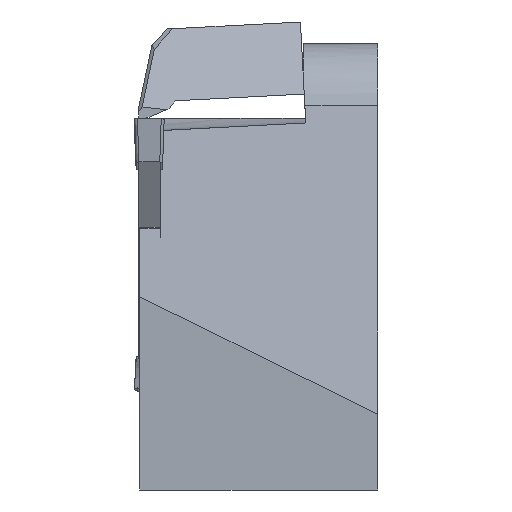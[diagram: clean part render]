
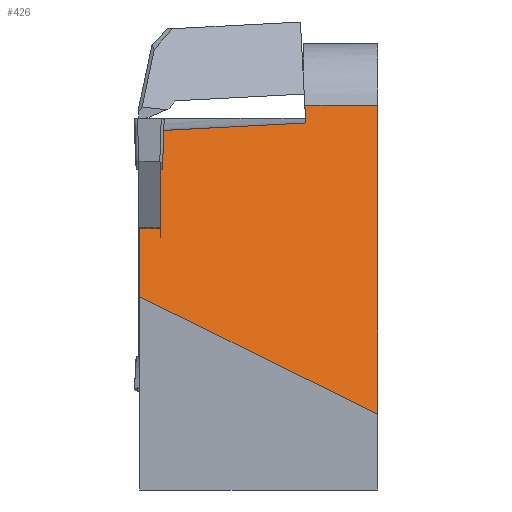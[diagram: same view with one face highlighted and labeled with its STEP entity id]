
A CAD part, left-side view. The second image highlights one B-rep face of the part: STEP entity #426.
In plain terms, the highlighted planar face has unit normal (-0.981, -0.086, 0.174).
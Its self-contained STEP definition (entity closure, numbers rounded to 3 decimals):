
#426=ADVANCED_FACE('',(#545),#494,.F.);
#494=PLANE('',#1726);
#545=FACE_OUTER_BOUND('',#614,.T.);
#614=EDGE_LOOP('',(#797,#798,#799,#800,#801,#802,#803,#804));
#692=ELLIPSE('',#1725,2.33,0.2);
#797=ORIENTED_EDGE('',*,*,#1281,.T.);
#798=ORIENTED_EDGE('',*,*,#1282,.T.);
#799=ORIENTED_EDGE('',*,*,#1241,.F.);
#800=ORIENTED_EDGE('',*,*,#1283,.T.);
#801=ORIENTED_EDGE('',*,*,#1243,.T.);
#802=ORIENTED_EDGE('',*,*,#1284,.F.);
#803=ORIENTED_EDGE('',*,*,#1268,.F.);
#804=ORIENTED_EDGE('',*,*,#1279,.F.);
#1113=VERTEX_POINT('',#2216);
#1114=VERTEX_POINT('',#2218);
#1115=VERTEX_POINT('',#2222);
#1116=VERTEX_POINT('',#2223);
#1136=VERTEX_POINT('',#2271);
#1137=VERTEX_POINT('',#2273);
#1139=VERTEX_POINT('',#2291);
#1140=VERTEX_POINT('',#2297);
#1241=EDGE_CURVE('',#1113,#1114,#1433,.T.);
#1243=EDGE_CURVE('',#1115,#1116,#1434,.T.);
#1268=EDGE_CURVE('',#1136,#1137,#1456,.T.);
#1279=EDGE_CURVE('',#1139,#1136,#1465,.T.);
#1281=EDGE_CURVE('',#1139,#1140,#1467,.T.);
#1282=EDGE_CURVE('',#1140,#1114,#692,.T.);
#1283=EDGE_CURVE('',#1113,#1115,#1468,.T.);
#1284=EDGE_CURVE('',#1137,#1116,#1469,.T.);
#1433=LINE('',#2217,#1573);
#1434=LINE('',#2221,#1574);
#1456=LINE('',#2272,#1596);
#1465=LINE('',#2292,#1605);
#1467=LINE('',#2296,#1607);
#1468=LINE('',#2299,#1608);
#1469=LINE('',#2300,#1609);
#1573=VECTOR('',#1834,1.);
#1574=VECTOR('',#1839,1.);
#1596=VECTOR('',#1875,1.);
#1605=VECTOR('',#1900,1.);
#1607=VECTOR('',#1906,1.);
#1608=VECTOR('',#1909,1.);
#1609=VECTOR('',#1910,1.);
#1725=AXIS2_PLACEMENT_3D('',#2298,#1907,#1908);
#1726=AXIS2_PLACEMENT_3D('',#2301,#1911,#1912);
#1834=DIRECTION('',(0.174,0.,0.985));
#1839=DIRECTION('',(0.174,0.,0.985));
#1875=DIRECTION('',(0.17,0.052,0.984));
#1900=DIRECTION('',(0.096,-0.994,0.052));
#1906=DIRECTION('',(-0.174,0.,-0.985));
#1907=DIRECTION('',(-0.981,-0.086,0.174));
#1908=DIRECTION('',(-0.085,0.996,0.015));
#1909=DIRECTION('',(0.,-0.896,-0.443));
#1910=DIRECTION('',(0.087,-0.996,0.));
#1911=DIRECTION('',(0.981,0.086,-0.174));
#1912=DIRECTION('',(-0.174,0.,-0.985));
#2216=CARTESIAN_POINT('',(2.,0.,-11.996));
#2217=CARTESIAN_POINT('',(3.998,0.,-0.708));
#2218=CARTESIAN_POINT('',(2.827,0.,-7.326));
#2221=CARTESIAN_POINT('',(5.355,-16.,-0.948));
#2222=CARTESIAN_POINT('',(2.,-16.,-19.904));
#2223=CARTESIAN_POINT('',(5.677,-16.,0.868));
#2271=CARTESIAN_POINT('',(5.045,-11.172,-0.316));
#2272=CARTESIAN_POINT('',(6.926,-10.6,10.593));
#2273=CARTESIAN_POINT('',(5.249,-11.11,0.868));
#2291=CARTESIAN_POINT('',(4.099,-1.4,-0.828));
#2292=CARTESIAN_POINT('',(3.093,9.,-1.373));
#2296=CARTESIAN_POINT('',(4.461,-1.4,1.216));
#2297=CARTESIAN_POINT('',(2.95,-1.4,-7.322));
#2298=CARTESIAN_POINT('',(2.895,-1.161,-7.514));
#2299=CARTESIAN_POINT('',(2.,-13.34,-18.59));
#2300=CARTESIAN_POINT('',(6.423,-24.534,0.868));
#2301=CARTESIAN_POINT('',(6.423,-24.534,0.868));
